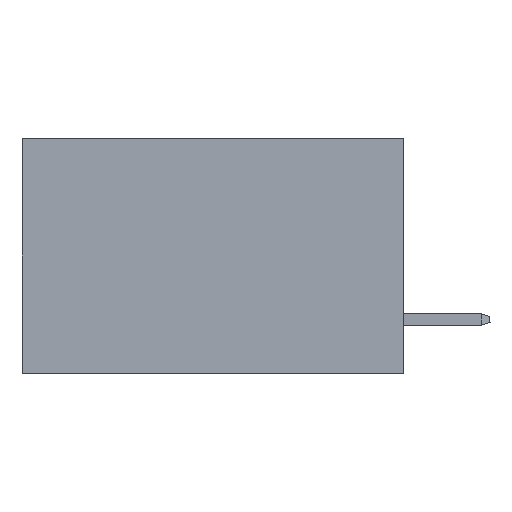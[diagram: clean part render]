
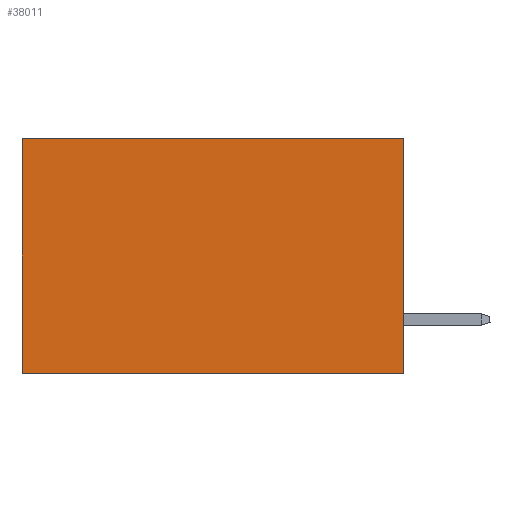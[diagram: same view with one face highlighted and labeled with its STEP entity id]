
A CAD part, left-side view. The second image highlights one B-rep face of the part: STEP entity #38011.
In plain terms, the highlighted planar face has unit normal (-1, 0, 0).
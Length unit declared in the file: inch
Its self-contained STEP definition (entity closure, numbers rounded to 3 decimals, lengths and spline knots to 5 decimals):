
#1817 = PLANE ( 'NONE',  #14148 ) ;
#1934 = CARTESIAN_POINT ( 'NONE',  ( 0.2875, 0., -0.37 ) ) ;
#3588 = VECTOR ( 'NONE', #22747, 39.37008 ) ;
#4775 = DIRECTION ( 'NONE',  ( 1., 0., 0. ) ) ;
#5088 = DIRECTION ( 'NONE',  ( 0., 0., -1. ) ) ;
#5158 = FACE_OUTER_BOUND ( 'NONE', #12537, .T. ) ;
#5786 = VERTEX_POINT ( 'NONE', #22933 ) ;
#6487 = VECTOR ( 'NONE', #36870, 39.37008 ) ;
#9010 = ORIENTED_EDGE ( 'NONE', *, *, #19300, .F. ) ;
#10171 = EDGE_CURVE ( 'NONE', #22204, #5786, #19378, .T. ) ;
#10773 = LINE ( 'NONE', #34754, #33697 ) ;
#12537 = EDGE_LOOP ( 'NONE', ( #33887, #32870, #9010, #21191 ) ) ;
#14148 = AXIS2_PLACEMENT_3D ( 'NONE', #37950, #4775, #23006 ) ;
#15651 = VERTEX_POINT ( 'NONE', #22229 ) ;
#15782 = DIRECTION ( 'NONE',  ( 0., 0., -1. ) ) ;
#16541 = VERTEX_POINT ( 'NONE', #28427 ) ;
#18739 = CARTESIAN_POINT ( 'NONE',  ( 0.2875, 0., 0. ) ) ;
#19300 = EDGE_CURVE ( 'NONE', #22204, #16541, #27588, .T. ) ;
#19378 = LINE ( 'NONE', #25067, #6487 ) ;
#21191 = ORIENTED_EDGE ( 'NONE', *, *, #10171, .T. ) ;
#21425 = EDGE_CURVE ( 'NONE', #16541, #15651, #34949, .T. ) ;
#21426 = EDGE_CURVE ( 'NONE', #5786, #15651, #10773, .T. ) ;
#22204 = VERTEX_POINT ( 'NONE', #29411 ) ;
#22229 = CARTESIAN_POINT ( 'NONE',  ( 0.2875, 0.6, -0.37 ) ) ;
#22747 = DIRECTION ( 'NONE',  ( 0., 1., 0. ) ) ;
#22933 = CARTESIAN_POINT ( 'NONE',  ( 0.2875, 0.6, 0. ) ) ;
#23006 = DIRECTION ( 'NONE',  ( 0., 0., -1. ) ) ;
#25067 = CARTESIAN_POINT ( 'NONE',  ( 0.2875, 0., 0. ) ) ;
#25505 = VECTOR ( 'NONE', #15782, 39.37008 ) ;
#27588 = LINE ( 'NONE', #18739, #25505 ) ;
#28427 = CARTESIAN_POINT ( 'NONE',  ( 0.2875, 0., -0.37 ) ) ;
#29411 = CARTESIAN_POINT ( 'NONE',  ( 0.2875, 0., 0. ) ) ;
#32870 = ORIENTED_EDGE ( 'NONE', *, *, #21425, .F. ) ;
#33697 = VECTOR ( 'NONE', #5088, 39.37008 ) ;
#33887 = ORIENTED_EDGE ( 'NONE', *, *, #21426, .T. ) ;
#34754 = CARTESIAN_POINT ( 'NONE',  ( 0.2875, 0.6, 0. ) ) ;
#34949 = LINE ( 'NONE', #1934, #3588 ) ;
#36870 = DIRECTION ( 'NONE',  ( 0., 1., 0. ) ) ;
#37950 = CARTESIAN_POINT ( 'NONE',  ( 0.2875, 0., 0. ) ) ;
#38011 = ADVANCED_FACE ( 'NONE', ( #5158 ), #1817, .F. ) ;
